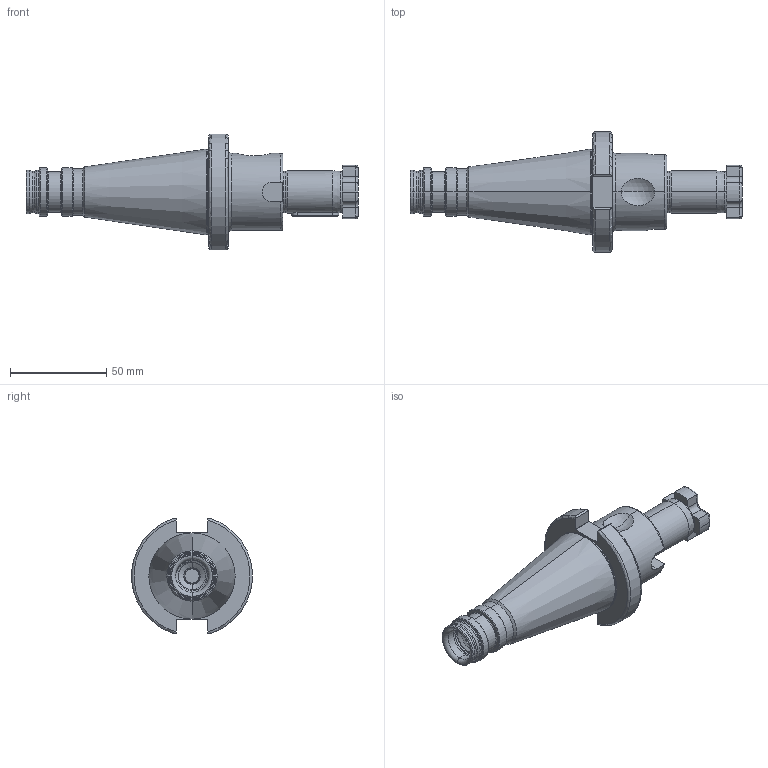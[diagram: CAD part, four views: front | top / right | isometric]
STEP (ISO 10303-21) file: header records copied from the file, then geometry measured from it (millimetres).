
FILE_DESCRIPTION (( 'STEP AP203' ), '1' );
FILE_NAME ('401.10.22.STEP', '2016-11-26T05:21:57', ( '' ), ( '' ), 'SwSTEP 2.0', 'SolidWorks 2012', '' );
FILE_SCHEMA (( 'CONFIG_CONTROL_DESIGN' ));
Length unit declared in the file: millimetre
Products named in the file (4): SC22用鍵_6x6x25L; 十字螺絲FMB22; 401.10.22
Assembly tree (3 placements, depth 2):
  401.10.22
    401.10.22
    十字螺絲FMB22
    SC22用鍵_6x6x25L
Bounding box: 172.4 x 62.57 x 60.15 mm (x, y, z)
Volume: 133936.7 mm3; surface area: 33196.7 mm2
Topology: 3 solids, 3 shells, 310 faces, 782 edges, 483 vertices
Faces by surface type: cylinder 154, torus 52, plane 48, cone 42, bspline 12, sphere 2
Entity records: 17139 total; most frequent: CARTESIAN_POINT 9896, ORIENTED_EDGE 1564, DIRECTION 1356, EDGE_CURVE 782, AXIS2_PLACEMENT_3D 538, VERTEX_POINT 483, EDGE_LOOP 319, ADVANCED_FACE 310
